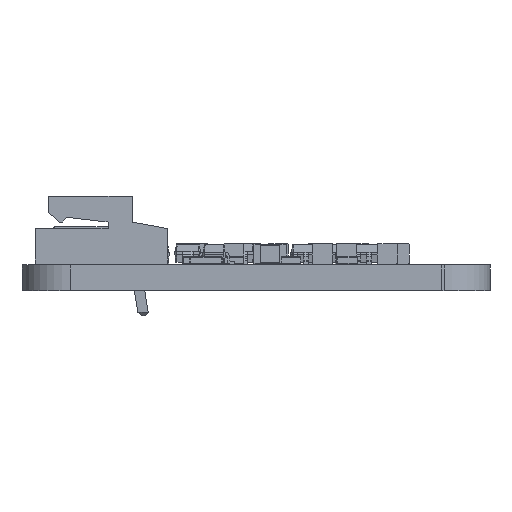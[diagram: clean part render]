
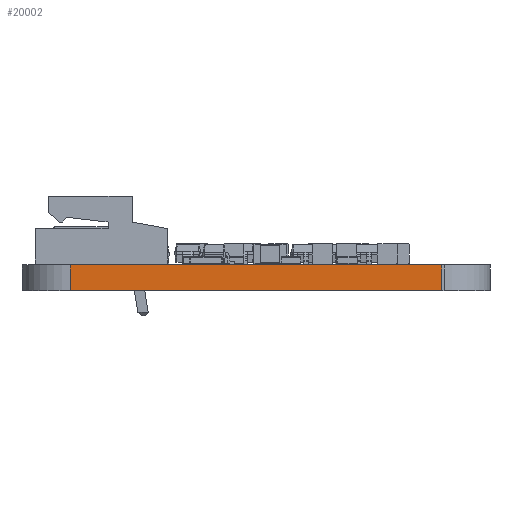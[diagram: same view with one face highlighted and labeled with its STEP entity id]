
A CAD part, left-side view. The second image highlights one B-rep face of the part: STEP entity #20002.
In plain terms, the highlighted planar face has unit normal (-1, 0, 0).
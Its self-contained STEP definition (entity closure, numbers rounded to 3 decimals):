
#19405 = VERTEX_POINT('',#19406);
#19406 = CARTESIAN_POINT('',(38.,-47.,0.));
#19413 = EDGE_CURVE('',#19414,#19405,#19416,.T.);
#19414 = VERTEX_POINT('',#19415);
#19415 = CARTESIAN_POINT('',(38.,-70.,0.));
#19416 = LINE('',#19417,#19418);
#19417 = CARTESIAN_POINT('',(38.,-70.,0.));
#19418 = VECTOR('',#19419,1.);
#19419 = DIRECTION('',(0.,1.,0.));
#19677 = VERTEX_POINT('',#19678);
#19678 = CARTESIAN_POINT('',(38.,-47.,1.6));
#19685 = EDGE_CURVE('',#19686,#19677,#19688,.T.);
#19686 = VERTEX_POINT('',#19687);
#19687 = CARTESIAN_POINT('',(38.,-70.,1.6));
#19688 = LINE('',#19689,#19690);
#19689 = CARTESIAN_POINT('',(38.,-70.,1.6));
#19690 = VECTOR('',#19691,1.);
#19691 = DIRECTION('',(0.,1.,0.));
#19972 = EDGE_CURVE('',#19405,#19677,#19973,.T.);
#19973 = LINE('',#19974,#19975);
#19974 = CARTESIAN_POINT('',(38.,-47.,0.));
#19975 = VECTOR('',#19976,1.);
#19976 = DIRECTION('',(0.,0.,1.));
#20002 = ADVANCED_FACE('',(#20003),#20014,.T.);
#20003 = FACE_BOUND('',#20004,.T.);
#20004 = EDGE_LOOP('',(#20005,#20011,#20012,#20013));
#20005 = ORIENTED_EDGE('',*,*,#20006,.T.);
#20006 = EDGE_CURVE('',#19414,#19686,#20007,.T.);
#20007 = LINE('',#20008,#20009);
#20008 = CARTESIAN_POINT('',(38.,-70.,0.));
#20009 = VECTOR('',#20010,1.);
#20010 = DIRECTION('',(0.,0.,1.));
#20011 = ORIENTED_EDGE('',*,*,#19685,.T.);
#20012 = ORIENTED_EDGE('',*,*,#19972,.F.);
#20013 = ORIENTED_EDGE('',*,*,#19413,.F.);
#20014 = PLANE('',#20015);
#20015 = AXIS2_PLACEMENT_3D('',#20016,#20017,#20018);
#20016 = CARTESIAN_POINT('',(38.,-70.,0.));
#20017 = DIRECTION('',(-1.,0.,0.));
#20018 = DIRECTION('',(0.,1.,0.));
